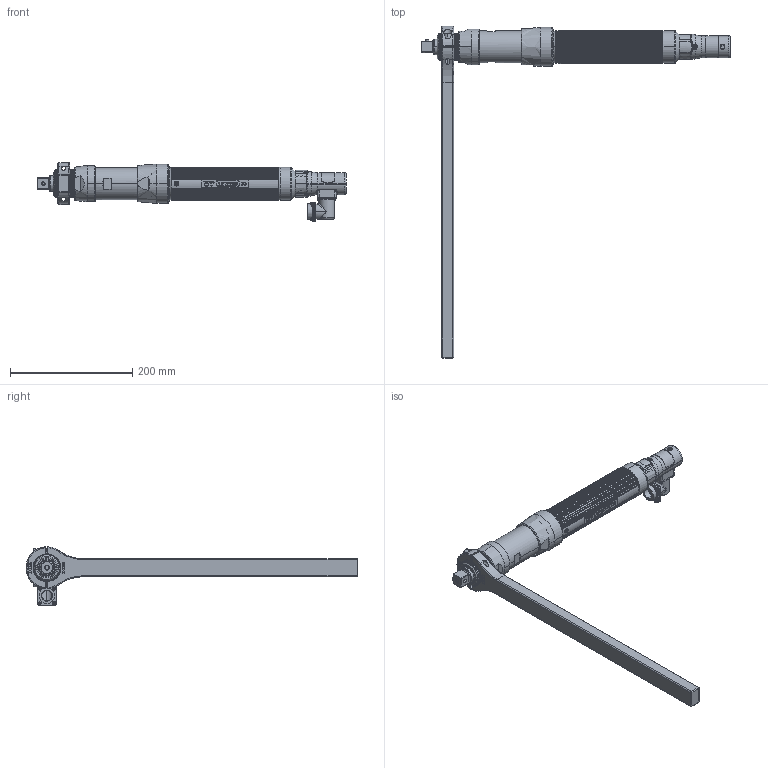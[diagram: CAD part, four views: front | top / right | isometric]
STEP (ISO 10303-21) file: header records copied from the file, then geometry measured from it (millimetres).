
FILE_DESCRIPTION((''),'2;1');
FILE_NAME('EB55MB2-170','2012-04-30T',('EJF1116'),(''),'PRO/ENGINEER BY PARAMETRIC TECHNOLOGY CORPORATION, 2010430','PRO/ENGINEER BY PARAMETRIC TECHNOLOGY CORPORATION, 2010430','');
FILE_SCHEMA(('CONFIG_CONTROL_DESIGN'));
Products named in the file (1): EB55MB2-170
Bounding box: 504.45 x 542.12 x 95.3 mm (x, y, z)
Surface area: 230848.5 mm2 (no closed solid volume)
Topology: 0 solids, 271 shells, 856 faces, 5175 edges, 4461 vertices
Faces by surface type: cylinder 407, plane 321, torus 48, bspline 41, cone 35, extrusion 2, sphere 2
Entity records: 60719 total; most frequent: CARTESIAN_POINT 24199, DIRECTION 6988, ORIENTED_EDGE 6172, EDGE_CURVE 5175, VERTEX_POINT 4461, VECTOR 2592, LINE 2590, AXIS2_PLACEMENT_3D 2198
